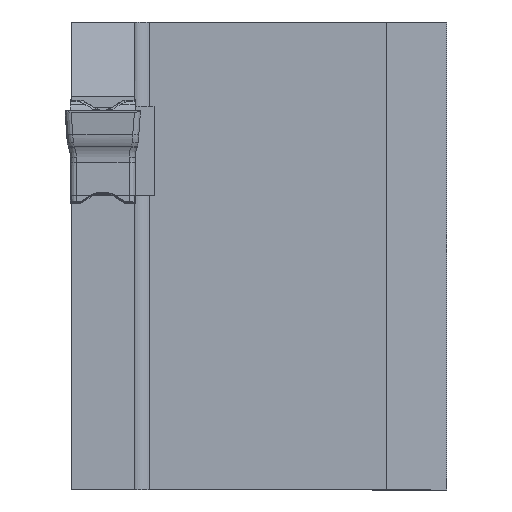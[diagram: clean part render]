
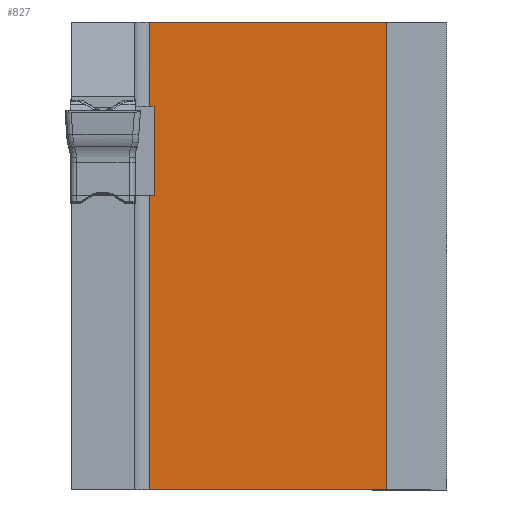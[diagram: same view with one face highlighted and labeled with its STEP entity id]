
A CAD part, front view. The second image highlights one B-rep face of the part: STEP entity #827.
In plain terms, the highlighted planar face has unit normal (0, -1, 0).
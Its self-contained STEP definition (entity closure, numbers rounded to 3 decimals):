
#827=ADVANCED_FACE('',(#1196),#1132,.F.);
#1132=PLANE('',#4933);
#1196=FACE_OUTER_BOUND('',#1501,.T.);
#1501=EDGE_LOOP('',(#1829,#1830,#1831,#1832,#1833,#1834,#1835,#1836));
#1829=ORIENTED_EDGE('',*,*,#3750,.T.);
#1830=ORIENTED_EDGE('',*,*,#3751,.T.);
#1831=ORIENTED_EDGE('',*,*,#3752,.T.);
#1832=ORIENTED_EDGE('',*,*,#3753,.T.);
#1833=ORIENTED_EDGE('',*,*,#3754,.F.);
#1834=ORIENTED_EDGE('',*,*,#3755,.T.);
#1835=ORIENTED_EDGE('',*,*,#3734,.F.);
#1836=ORIENTED_EDGE('',*,*,#3756,.F.);
#3294=VERTEX_POINT('',#6031);
#3295=VERTEX_POINT('',#6033);
#3309=VERTEX_POINT('',#6065);
#3310=VERTEX_POINT('',#6066);
#3311=VERTEX_POINT('',#6068);
#3312=VERTEX_POINT('',#6070);
#3313=VERTEX_POINT('',#6072);
#3314=VERTEX_POINT('',#6074);
#3734=EDGE_CURVE('',#3294,#3295,#4475,.T.);
#3750=EDGE_CURVE('',#3309,#3310,#4490,.T.);
#3751=EDGE_CURVE('',#3310,#3311,#4491,.T.);
#3752=EDGE_CURVE('',#3311,#3312,#4492,.T.);
#3753=EDGE_CURVE('',#3312,#3313,#4493,.T.);
#3754=EDGE_CURVE('',#3314,#3313,#4494,.T.);
#3755=EDGE_CURVE('',#3314,#3295,#4495,.T.);
#3756=EDGE_CURVE('',#3309,#3294,#4496,.T.);
#4475=LINE('',#6032,#4695);
#4490=LINE('',#6064,#4710);
#4491=LINE('',#6067,#4711);
#4492=LINE('',#6069,#4712);
#4493=LINE('',#6071,#4713);
#4494=LINE('',#6073,#4714);
#4495=LINE('',#6075,#4715);
#4496=LINE('',#6076,#4716);
#4695=VECTOR('',#5220,1.);
#4710=VECTOR('',#5241,1.);
#4711=VECTOR('',#5242,1.);
#4712=VECTOR('',#5243,1.);
#4713=VECTOR('',#5244,1.);
#4714=VECTOR('',#5245,1.);
#4715=VECTOR('',#5246,1.);
#4716=VECTOR('',#5247,1.);
#4933=AXIS2_PLACEMENT_3D('',#6077,#5248,#5249);
#5220=DIRECTION('',(-1.,0.,0.));
#5241=DIRECTION('',(-1.,0.,0.));
#5242=DIRECTION('',(0.,0.,-1.));
#5243=DIRECTION('',(1.,0.,0.));
#5244=DIRECTION('',(0.,0.,1.));
#5245=DIRECTION('',(1.,0.,0.));
#5246=DIRECTION('',(0.,0.,-1.));
#5247=DIRECTION('',(0.,0.,1.));
#5248=DIRECTION('',(0.,1.,0.));
#5249=DIRECTION('',(0.,0.,1.));
#6031=CARTESIAN_POINT('',(-19.4,-137.,25.431));
#6032=CARTESIAN_POINT('',(-32.35,-137.,25.431));
#6033=CARTESIAN_POINT('',(-19.7,-137.,25.431));
#6064=CARTESIAN_POINT('',(-20.35,-137.,19.49));
#6065=CARTESIAN_POINT('',(-19.4,-137.,19.49));
#6066=CARTESIAN_POINT('',(-19.7,-137.,19.49));
#6067=CARTESIAN_POINT('',(-19.7,-137.,0.));
#6068=CARTESIAN_POINT('',(-19.7,-137.,0.));
#6069=CARTESIAN_POINT('',(-50.,-137.,0.));
#6070=CARTESIAN_POINT('',(-4.,-137.,0.));
#6071=CARTESIAN_POINT('',(-4.,-137.,50.));
#6072=CARTESIAN_POINT('',(-4.,-137.,31.));
#6073=CARTESIAN_POINT('',(-50.,-137.,31.));
#6074=CARTESIAN_POINT('',(-19.7,-137.,31.));
#6075=CARTESIAN_POINT('',(-19.7,-137.,25.431));
#6076=CARTESIAN_POINT('',(-19.4,-137.,24.15));
#6077=CARTESIAN_POINT('',(0.,-137.,50.));
